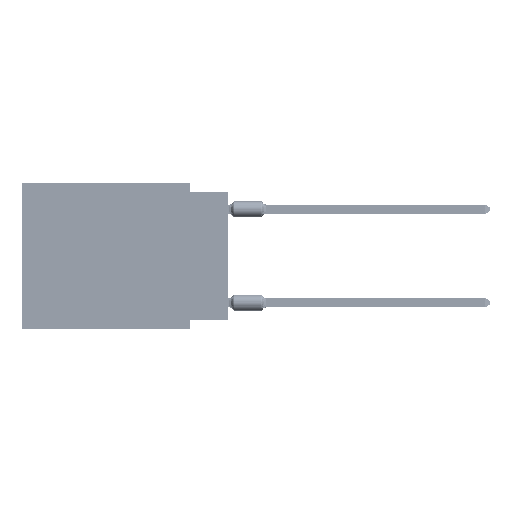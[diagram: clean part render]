
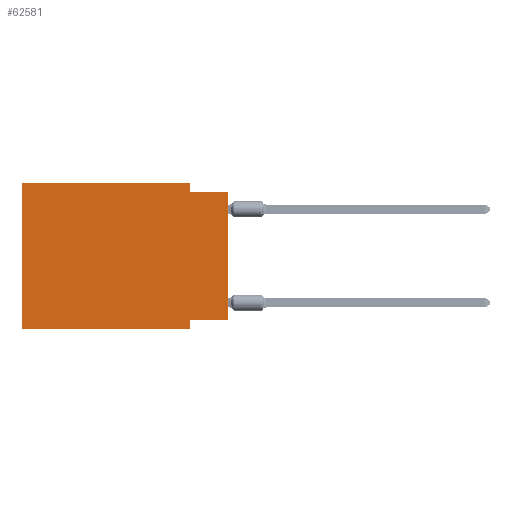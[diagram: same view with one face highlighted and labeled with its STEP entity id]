
A CAD part, left-side view. The second image highlights one B-rep face of the part: STEP entity #62581.
In plain terms, the highlighted planar face has unit normal (-1, 0, 0).
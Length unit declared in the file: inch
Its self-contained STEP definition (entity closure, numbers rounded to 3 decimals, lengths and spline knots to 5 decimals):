
#1202 = CARTESIAN_POINT ( 'NONE',  ( 0., 0.55, -0.39 ) ) ;
#2485 = CARTESIAN_POINT ( 'NONE',  ( 0., 0., 0. ) ) ;
#3675 = EDGE_CURVE ( 'NONE', #60242, #13117, #70485, .T. ) ;
#8148 = LINE ( 'NONE', #48164, #53088 ) ;
#8797 = ORIENTED_EDGE ( 'NONE', *, *, #50397, .T. ) ;
#9003 = LINE ( 'NONE', #20684, #71683 ) ;
#9612 = VERTEX_POINT ( 'NONE', #19654 ) ;
#13117 = VERTEX_POINT ( 'NONE', #20986 ) ;
#13266 = CARTESIAN_POINT ( 'NONE',  ( 0., 0.55, 0. ) ) ;
#13443 = CARTESIAN_POINT ( 'NONE',  ( 0., 0.55, -0.39 ) ) ;
#14397 = VERTEX_POINT ( 'NONE', #61168 ) ;
#14728 = CARTESIAN_POINT ( 'NONE',  ( 0., 0., -0.025 ) ) ;
#16095 = LINE ( 'NONE', #51595, #66189 ) ;
#16509 = CARTESIAN_POINT ( 'NONE',  ( 0., 0.1, -0.365 ) ) ;
#19654 = CARTESIAN_POINT ( 'NONE',  ( 0., 0.1, -0.025 ) ) ;
#20684 = CARTESIAN_POINT ( 'NONE',  ( 0., 0.55, 0. ) ) ;
#20986 = CARTESIAN_POINT ( 'NONE',  ( 0., 0.1, -0.39 ) ) ;
#23868 = FACE_OUTER_BOUND ( 'NONE', #51776, .T. ) ;
#24012 = EDGE_CURVE ( 'NONE', #25466, #9612, #54909, .T. ) ;
#24606 = PLANE ( 'NONE',  #56357 ) ;
#25466 = VERTEX_POINT ( 'NONE', #40718 ) ;
#27822 = DIRECTION ( 'NONE',  ( 0., 1., 0. ) ) ;
#30620 = DIRECTION ( 'NONE',  ( 0., -1., 0. ) ) ;
#31530 = DIRECTION ( 'NONE',  ( 0., 0., 1. ) ) ;
#33158 = VERTEX_POINT ( 'NONE', #67556 ) ;
#34913 = ORIENTED_EDGE ( 'NONE', *, *, #50333, .F. ) ;
#38945 = CARTESIAN_POINT ( 'NONE',  ( 0., 0., -0.025 ) ) ;
#38996 = DIRECTION ( 'NONE',  ( 0., 0., -1. ) ) ;
#40718 = CARTESIAN_POINT ( 'NONE',  ( 0., 0.1, 0. ) ) ;
#41604 = DIRECTION ( 'NONE',  ( 0., -1., 0. ) ) ;
#41736 = VERTEX_POINT ( 'NONE', #16509 ) ;
#42869 = LINE ( 'NONE', #2485, #50658 ) ;
#45451 = EDGE_CURVE ( 'NONE', #9612, #57149, #60453, .T. ) ;
#46527 = LINE ( 'NONE', #13266, #49052 ) ;
#46625 = EDGE_CURVE ( 'NONE', #14397, #25466, #46527, .T. ) ;
#47640 = CARTESIAN_POINT ( 'NONE',  ( 0., 0.55, 0. ) ) ;
#47814 = DIRECTION ( 'NONE',  ( 0., -1., 0. ) ) ;
#47948 = ORIENTED_EDGE ( 'NONE', *, *, #45451, .F. ) ;
#48164 = CARTESIAN_POINT ( 'NONE',  ( 0., 0.1, -0.39 ) ) ;
#49052 = VECTOR ( 'NONE', #41604, 39.37008 ) ;
#49945 = ORIENTED_EDGE ( 'NONE', *, *, #3675, .T. ) ;
#50333 = EDGE_CURVE ( 'NONE', #41736, #13117, #8148, .T. ) ;
#50397 = EDGE_CURVE ( 'NONE', #33158, #57149, #42869, .T. ) ;
#50658 = VECTOR ( 'NONE', #31530, 39.37008 ) ;
#51595 = CARTESIAN_POINT ( 'NONE',  ( 0., 0., -0.365 ) ) ;
#51776 = EDGE_LOOP ( 'NONE', ( #8797, #47948, #69428, #68596, #55848, #49945, #34913, #57725 ) ) ;
#53088 = VECTOR ( 'NONE', #65926, 39.37008 ) ;
#54697 = DIRECTION ( 'NONE',  ( 0., 0., 1. ) ) ;
#54909 = LINE ( 'NONE', #67718, #66769 ) ;
#55027 = EDGE_CURVE ( 'NONE', #60242, #14397, #9003, .T. ) ;
#55848 = ORIENTED_EDGE ( 'NONE', *, *, #55027, .F. ) ;
#56357 = AXIS2_PLACEMENT_3D ( 'NONE', #47640, #65028, #70678 ) ;
#57149 = VERTEX_POINT ( 'NONE', #38945 ) ;
#57452 = VECTOR ( 'NONE', #30620, 39.37008 ) ;
#57725 = ORIENTED_EDGE ( 'NONE', *, *, #66495, .F. ) ;
#60242 = VERTEX_POINT ( 'NONE', #1202 ) ;
#60453 = LINE ( 'NONE', #14728, #57452 ) ;
#61168 = CARTESIAN_POINT ( 'NONE',  ( 0., 0.55, 0. ) ) ;
#62581 = ADVANCED_FACE ( 'NONE', ( #23868 ), #24606, .F. ) ;
#64260 = VECTOR ( 'NONE', #47814, 39.37008 ) ;
#65028 = DIRECTION ( 'NONE',  ( 1., 0., 0. ) ) ;
#65926 = DIRECTION ( 'NONE',  ( 0., 0., -1. ) ) ;
#66189 = VECTOR ( 'NONE', #27822, 39.37008 ) ;
#66495 = EDGE_CURVE ( 'NONE', #33158, #41736, #16095, .T. ) ;
#66769 = VECTOR ( 'NONE', #38996, 39.37008 ) ;
#67556 = CARTESIAN_POINT ( 'NONE',  ( 0., 0., -0.365 ) ) ;
#67718 = CARTESIAN_POINT ( 'NONE',  ( 0., 0.1, 0. ) ) ;
#68596 = ORIENTED_EDGE ( 'NONE', *, *, #46625, .F. ) ;
#69428 = ORIENTED_EDGE ( 'NONE', *, *, #24012, .F. ) ;
#70485 = LINE ( 'NONE', #13443, #64260 ) ;
#70678 = DIRECTION ( 'NONE',  ( 0., 0., -1. ) ) ;
#71683 = VECTOR ( 'NONE', #54697, 39.37008 ) ;
